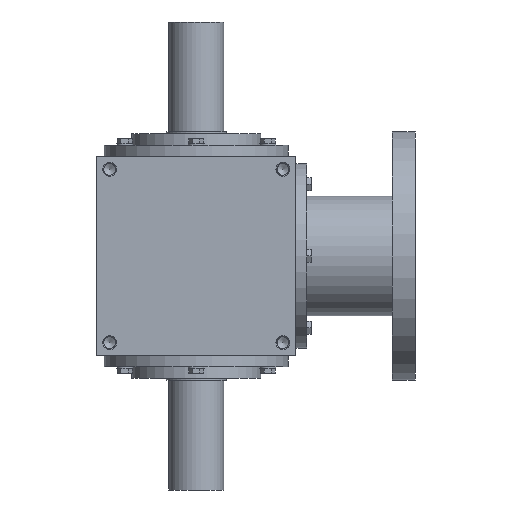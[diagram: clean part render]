
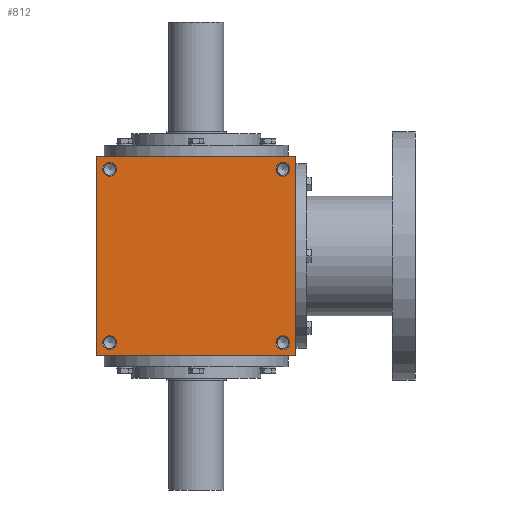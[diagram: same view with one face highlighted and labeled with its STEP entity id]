
A CAD part, front view. The second image highlights one B-rep face of the part: STEP entity #812.
In plain terms, the highlighted planar face has unit normal (0, -1, 0).
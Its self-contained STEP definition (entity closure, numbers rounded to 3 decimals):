
#812 = ADVANCED_FACE( '', ( #1618, #1619, #1620, #1621, #1622 ), #1623, .F. );
#1618 = FACE_BOUND( '', #2349, .T. );
#1619 = FACE_BOUND( '', #2350, .T. );
#1620 = FACE_BOUND( '', #2351, .T. );
#1621 = FACE_BOUND( '', #2352, .T. );
#1622 = FACE_OUTER_BOUND( '', #2353, .T. );
#1623 = PLANE( '', #2354 );
#2349 = EDGE_LOOP( '', ( #3700 ) );
#2350 = EDGE_LOOP( '', ( #3701 ) );
#2351 = EDGE_LOOP( '', ( #3702 ) );
#2352 = EDGE_LOOP( '', ( #3703 ) );
#2353 = EDGE_LOOP( '', ( #3704, #3705, #3706, #3707 ) );
#2354 = AXIS2_PLACEMENT_3D( '', #3708, #3709, #3710 );
#3700 = ORIENTED_EDGE( '', *, *, #4036, .T. );
#3701 = ORIENTED_EDGE( '', *, *, #3824, .T. );
#3702 = ORIENTED_EDGE( '', *, *, #4112, .F. );
#3703 = ORIENTED_EDGE( '', *, *, #4100, .F. );
#3704 = ORIENTED_EDGE( '', *, *, #3768, .T. );
#3705 = ORIENTED_EDGE( '', *, *, #4255, .F. );
#3706 = ORIENTED_EDGE( '', *, *, #4041, .F. );
#3707 = ORIENTED_EDGE( '', *, *, #4191, .T. );
#3708 = CARTESIAN_POINT( '', ( -100., -100., 100. ) );
#3709 = DIRECTION( '', ( 0., 1., 0. ) );
#3710 = DIRECTION( '', ( 0., 0., 1. ) );
#3768 = EDGE_CURVE( '', #4295, #4299, #4301, .T. );
#3824 = EDGE_CURVE( '', #4398, #4398, #4399, .T. );
#4036 = EDGE_CURVE( '', #4719, #4719, #4720, .T. );
#4041 = EDGE_CURVE( '', #4727, #4729, #4730, .T. );
#4100 = EDGE_CURVE( '', #4805, #4805, #4806, .T. );
#4112 = EDGE_CURVE( '', #4820, #4820, #4821, .T. );
#4191 = EDGE_CURVE( '', #4727, #4295, #4920, .T. );
#4255 = EDGE_CURVE( '', #4729, #4299, #4987, .T. );
#4295 = VERTEX_POINT( '', #5040 );
#4299 = VERTEX_POINT( '', #5046 );
#4301 = LINE( '', #5049, #5050 );
#4398 = VERTEX_POINT( '', #5157 );
#4399 = CIRCLE( '', #5158, 7. );
#4719 = VERTEX_POINT( '', #5698 );
#4720 = CIRCLE( '', #5699, 7. );
#4727 = VERTEX_POINT( '', #5706 );
#4729 = VERTEX_POINT( '', #5709 );
#4730 = LINE( '', #5710, #5711 );
#4805 = VERTEX_POINT( '', #5800 );
#4806 = CIRCLE( '', #5801, 7. );
#4820 = VERTEX_POINT( '', #5815 );
#4821 = CIRCLE( '', #5816, 7. );
#4920 = LINE( '', #5919, #5920 );
#4987 = LINE( '', #5998, #5999 );
#5040 = CARTESIAN_POINT( '', ( -100., -100., -100. ) );
#5046 = CARTESIAN_POINT( '', ( 100., -100., -100. ) );
#5049 = CARTESIAN_POINT( '', ( -100., -100., -100. ) );
#5050 = VECTOR( '', #6038, 1000. );
#5157 = CARTESIAN_POINT( '', ( -87., -100., 94. ) );
#5158 = AXIS2_PLACEMENT_3D( '', #6148, #6149, #6150 );
#5698 = CARTESIAN_POINT( '', ( -87., -100., -80. ) );
#5699 = AXIS2_PLACEMENT_3D( '', #6475, #6476, #6477 );
#5706 = CARTESIAN_POINT( '', ( -100., -100., 100. ) );
#5709 = CARTESIAN_POINT( '', ( 100., -100., 100. ) );
#5710 = CARTESIAN_POINT( '', ( -100., -100., 100. ) );
#5711 = VECTOR( '', #6485, 1000. );
#5800 = CARTESIAN_POINT( '', ( 87., -100., 80. ) );
#5801 = AXIS2_PLACEMENT_3D( '', #6574, #6575, #6576 );
#5815 = CARTESIAN_POINT( '', ( 87., -100., -94. ) );
#5816 = AXIS2_PLACEMENT_3D( '', #6592, #6593, #6594 );
#5919 = CARTESIAN_POINT( '', ( -100., -100., 100. ) );
#5920 = VECTOR( '', #6704, 1000. );
#5998 = CARTESIAN_POINT( '', ( 100., -100., 100. ) );
#5999 = VECTOR( '', #6745, 1000. );
#6038 = DIRECTION( '', ( 1., 0., 0. ) );
#6148 = CARTESIAN_POINT( '', ( -87., -100., 87. ) );
#6149 = DIRECTION( '', ( 0., 1., 0. ) );
#6150 = DIRECTION( '', ( 0., 0., 1. ) );
#6475 = CARTESIAN_POINT( '', ( -87., -100., -87. ) );
#6476 = DIRECTION( '', ( 0., 1., 0. ) );
#6477 = DIRECTION( '', ( 0., 0., 1. ) );
#6485 = DIRECTION( '', ( 1., 0., 0. ) );
#6574 = CARTESIAN_POINT( '', ( 87., -100., 87. ) );
#6575 = DIRECTION( '', ( 0., -1., 0. ) );
#6576 = DIRECTION( '', ( 0., 0., -1. ) );
#6592 = CARTESIAN_POINT( '', ( 87., -100., -87. ) );
#6593 = DIRECTION( '', ( 0., -1., 0. ) );
#6594 = DIRECTION( '', ( 0., 0., -1. ) );
#6704 = DIRECTION( '', ( 0., 0., -1. ) );
#6745 = DIRECTION( '', ( 0., 0., -1. ) );
